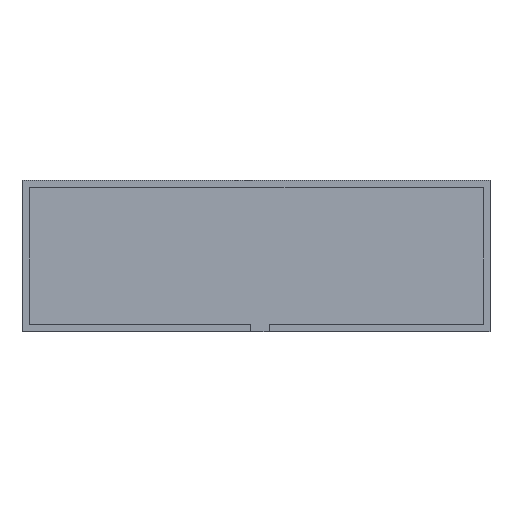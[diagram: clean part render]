
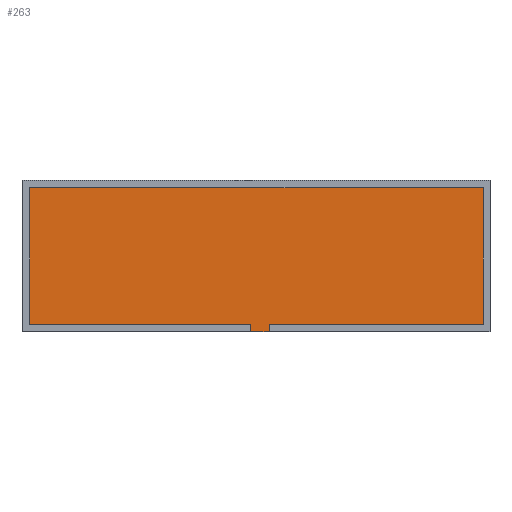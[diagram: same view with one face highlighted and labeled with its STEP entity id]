
A CAD part, top view. The second image highlights one B-rep face of the part: STEP entity #263.
In plain terms, the highlighted planar face has unit normal (0, 0, 1).
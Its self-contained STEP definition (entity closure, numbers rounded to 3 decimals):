
#17=FACE_OUTER_BOUND('',#31,.T.);
#31=EDGE_LOOP('',(#191,#192,#193,#194,#195,#196,#197,#198));
#55=LINE('',#398,#91);
#58=LINE('',#403,#94);
#59=LINE('',#405,#95);
#60=LINE('',#407,#96);
#61=LINE('',#409,#97);
#62=LINE('',#411,#98);
#63=LINE('',#413,#99);
#64=LINE('',#414,#100);
#91=VECTOR('',#321,10.);
#94=VECTOR('',#326,10.);
#95=VECTOR('',#327,10.);
#96=VECTOR('',#328,10.);
#97=VECTOR('',#329,10.);
#98=VECTOR('',#330,10.);
#99=VECTOR('',#331,10.);
#100=VECTOR('',#332,10.);
#127=VERTEX_POINT('',#396);
#128=VERTEX_POINT('',#397);
#129=VERTEX_POINT('',#402);
#130=VERTEX_POINT('',#404);
#131=VERTEX_POINT('',#406);
#132=VERTEX_POINT('',#408);
#133=VERTEX_POINT('',#410);
#134=VERTEX_POINT('',#412);
#151=EDGE_CURVE('',#127,#128,#55,.T.);
#154=EDGE_CURVE('',#128,#129,#58,.T.);
#155=EDGE_CURVE('',#127,#130,#59,.T.);
#156=EDGE_CURVE('',#131,#130,#60,.T.);
#157=EDGE_CURVE('',#132,#131,#61,.T.);
#158=EDGE_CURVE('',#133,#132,#62,.T.);
#159=EDGE_CURVE('',#134,#133,#63,.T.);
#160=EDGE_CURVE('',#129,#134,#64,.T.);
#191=ORIENTED_EDGE('',*,*,#154,.F.);
#192=ORIENTED_EDGE('',*,*,#151,.F.);
#193=ORIENTED_EDGE('',*,*,#155,.T.);
#194=ORIENTED_EDGE('',*,*,#156,.F.);
#195=ORIENTED_EDGE('',*,*,#157,.F.);
#196=ORIENTED_EDGE('',*,*,#158,.F.);
#197=ORIENTED_EDGE('',*,*,#159,.F.);
#198=ORIENTED_EDGE('',*,*,#160,.F.);
#249=PLANE('',#291);
#263=ADVANCED_FACE('',(#17),#249,.T.);
#291=AXIS2_PLACEMENT_3D('',#401,#324,#325);
#321=DIRECTION('',(0.,1.,0.));
#324=DIRECTION('center_axis',(0.,0.,1.));
#325=DIRECTION('ref_axis',(1.,0.,0.));
#326=DIRECTION('',(-1.,0.,0.));
#327=DIRECTION('',(1.,0.,0.));
#328=DIRECTION('',(0.,-1.,0.));
#329=DIRECTION('',(-1.,0.,0.));
#330=DIRECTION('',(0.,-1.,0.));
#331=DIRECTION('',(1.,0.,0.));
#332=DIRECTION('',(0.,1.,0.));
#396=CARTESIAN_POINT('',(106.548,-46.948,2.));
#397=CARTESIAN_POINT('',(106.548,-41.948,2.));
#398=CARTESIAN_POINT('',(106.548,-45.698,2.));
#401=CARTESIAN_POINT('Origin',(110.248,3.052,2.));
#402=CARTESIAN_POINT('',(-39.052,-41.948,2.));
#403=CARTESIAN_POINT('',(108.398,-41.948,2.));
#404=CARTESIAN_POINT('',(118.548,-46.948,2.));
#405=CARTESIAN_POINT('',(106.548,-46.948,2.));
#406=CARTESIAN_POINT('',(118.548,-41.948,2.));
#407=CARTESIAN_POINT('',(118.548,-43.198,2.));
#408=CARTESIAN_POINT('',(259.548,-41.948,2.));
#409=CARTESIAN_POINT('',(184.898,-41.948,2.));
#410=CARTESIAN_POINT('',(259.548,48.052,2.));
#411=CARTESIAN_POINT('',(259.548,25.552,2.));
#412=CARTESIAN_POINT('',(-39.052,48.052,2.));
#413=CARTESIAN_POINT('',(35.598,48.052,2.));
#414=CARTESIAN_POINT('',(-39.052,-19.448,2.));
